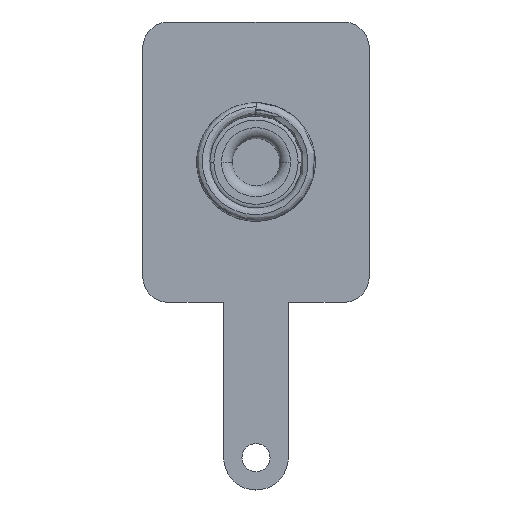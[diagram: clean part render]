
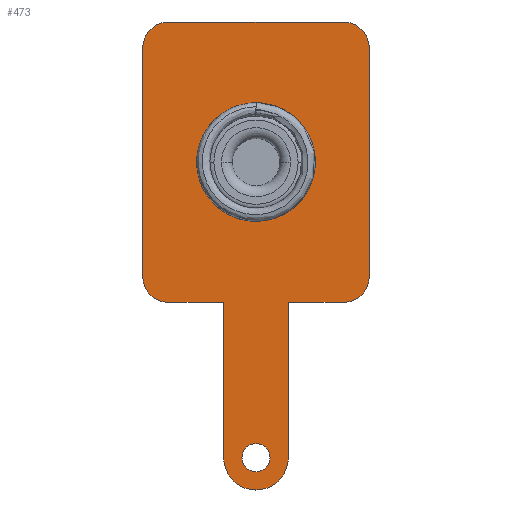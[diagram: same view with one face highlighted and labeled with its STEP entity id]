
A CAD part, top view. The second image highlights one B-rep face of the part: STEP entity #473.
In plain terms, the highlighted planar face has unit normal (0, 0, 1).
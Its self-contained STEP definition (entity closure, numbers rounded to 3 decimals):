
#37 = VERTEX_POINT ( 'NONE', #2004 ) ;
#43 = VERTEX_POINT ( 'NONE', #454 ) ;
#67 = ORIENTED_EDGE ( 'NONE', *, *, #2171, .F. ) ;
#105 = EDGE_CURVE ( 'NONE', #2843, #43, #513, .T. ) ;
#109 = AXIS2_PLACEMENT_3D ( 'NONE', #1379, #2424, #2151 ) ;
#153 = EDGE_CURVE ( 'NONE', #2869, #1329, #1623, .T. ) ;
#157 = VERTEX_POINT ( 'NONE', #476 ) ;
#167 = EDGE_LOOP ( 'NONE', ( #257, #2403, #874, #194, #1291, #891, #1872, #414, #1699, #591, #2726, #3021 ) ) ;
#189 = CARTESIAN_POINT ( 'NONE',  ( -1.5, 1.5, 0.3 ) ) ;
#194 = ORIENTED_EDGE ( 'NONE', *, *, #3288, .T. ) ;
#212 = DIRECTION ( 'NONE',  ( 1., 0., 0. ) ) ;
#223 = CIRCLE ( 'NONE', #3340, 2.445 ) ;
#257 = ORIENTED_EDGE ( 'NONE', *, *, #1883, .T. ) ;
#283 = VERTEX_POINT ( 'NONE', #2597 ) ;
#286 = CARTESIAN_POINT ( 'NONE',  ( 0., 15.2, 0.3 ) ) ;
#323 = DIRECTION ( 'NONE',  ( 0., 1., 0. ) ) ;
#376 = CIRCLE ( 'NONE', #1987, 1.2 ) ;
#414 = ORIENTED_EDGE ( 'NONE', *, *, #2412, .T. ) ;
#436 = CIRCLE ( 'NONE', #1800, 1.5 ) ;
#451 = CARTESIAN_POINT ( 'NONE',  ( 0., 1.5, 0.3 ) ) ;
#454 = CARTESIAN_POINT ( 'NONE',  ( -1.5, 1.5, 0.3 ) ) ;
#473 = ADVANCED_FACE ( 'NONE', ( #594, #2831, #2752 ), #1514, .T. ) ;
#476 = CARTESIAN_POINT ( 'NONE',  ( 4.05, 8.7, 0.3 ) ) ;
#505 = DIRECTION ( 'NONE',  ( -1., 0., 0. ) ) ;
#513 = LINE ( 'NONE', #189, #2539 ) ;
#515 = AXIS2_PLACEMENT_3D ( 'NONE', #286, #2631, #1851 ) ;
#518 = DIRECTION ( 'NONE',  ( 0., -1., 0. ) ) ;
#531 = VERTEX_POINT ( 'NONE', #2048 ) ;
#540 = CARTESIAN_POINT ( 'NONE',  ( 1.5, 1.5, 0.3 ) ) ;
#591 = ORIENTED_EDGE ( 'NONE', *, *, #105, .T. ) ;
#594 = FACE_BOUND ( 'NONE', #1311, .T. ) ;
#639 = VECTOR ( 'NONE', #3310, 1000. ) ;
#667 = EDGE_CURVE ( 'NONE', #43, #2307, #436, .T. ) ;
#669 = AXIS2_PLACEMENT_3D ( 'NONE', #1509, #1544, #3048 ) ;
#699 = EDGE_CURVE ( 'NONE', #157, #2869, #1210, .T. ) ;
#713 = DIRECTION ( 'NONE',  ( 1., 0., 0. ) ) ;
#724 = CARTESIAN_POINT ( 'NONE',  ( 4.05, 9.9, 0.3 ) ) ;
#725 = CARTESIAN_POINT ( 'NONE',  ( 1.5, 8.7, 0.3 ) ) ;
#805 = DIRECTION ( 'NONE',  ( 0., 0., 1. ) ) ;
#857 = AXIS2_PLACEMENT_3D ( 'NONE', #2616, #3100, #1046 ) ;
#860 = LINE ( 'NONE', #540, #2895 ) ;
#874 = ORIENTED_EDGE ( 'NONE', *, *, #153, .T. ) ;
#891 = ORIENTED_EDGE ( 'NONE', *, *, #1472, .T. ) ;
#918 = EDGE_CURVE ( 'NONE', #2307, #1288, #860, .T. ) ;
#954 = ORIENTED_EDGE ( 'NONE', *, *, #3072, .F. ) ;
#956 = CARTESIAN_POINT ( 'NONE',  ( -4.05, 9.9, 0.3 ) ) ;
#1009 = EDGE_CURVE ( 'NONE', #1447, #2843, #2651, .T. ) ;
#1046 = DIRECTION ( 'NONE',  ( 1., 0., 0. ) ) ;
#1084 = CARTESIAN_POINT ( 'NONE',  ( 0., 15.2, 0.3 ) ) ;
#1107 = ORIENTED_EDGE ( 'NONE', *, *, #2298, .F. ) ;
#1111 = CARTESIAN_POINT ( 'NONE',  ( 2.445, 15.2, 0.3 ) ) ;
#1210 = CIRCLE ( 'NONE', #857, 1.2 ) ;
#1235 = AXIS2_PLACEMENT_3D ( 'NONE', #451, #1536, #3343 ) ;
#1288 = VERTEX_POINT ( 'NONE', #3253 ) ;
#1291 = ORIENTED_EDGE ( 'NONE', *, *, #1585, .T. ) ;
#1311 = EDGE_LOOP ( 'NONE', ( #1107, #67 ) ) ;
#1329 = VERTEX_POINT ( 'NONE', #1952 ) ;
#1330 = CARTESIAN_POINT ( 'NONE',  ( 5.25, 9.9, 0.3 ) ) ;
#1379 = CARTESIAN_POINT ( 'NONE',  ( -4.05, 20.5, 0.3 ) ) ;
#1447 = VERTEX_POINT ( 'NONE', #1705 ) ;
#1448 = VERTEX_POINT ( 'NONE', #2254 ) ;
#1472 = EDGE_CURVE ( 'NONE', #1448, #37, #2411, .T. ) ;
#1509 = CARTESIAN_POINT ( 'NONE',  ( 0., 1.5, 0.3 ) ) ;
#1514 = PLANE ( 'NONE',  #1927 ) ;
#1517 = DIRECTION ( 'NONE',  ( 0., -1., 0. ) ) ;
#1536 = DIRECTION ( 'NONE',  ( 0., 0., 1. ) ) ;
#1544 = DIRECTION ( 'NONE',  ( 0., 0., 1. ) ) ;
#1560 = CARTESIAN_POINT ( 'NONE',  ( 4.05, 20.5, 0.3 ) ) ;
#1563 = VECTOR ( 'NONE', #1708, 1000. ) ;
#1585 = EDGE_CURVE ( 'NONE', #283, #1448, #1881, .T. ) ;
#1589 = VERTEX_POINT ( 'NONE', #1111 ) ;
#1623 = LINE ( 'NONE', #1774, #639 ) ;
#1677 = CARTESIAN_POINT ( 'NONE',  ( -5.25, 9.9, 0.3 ) ) ;
#1699 = ORIENTED_EDGE ( 'NONE', *, *, #1009, .T. ) ;
#1705 = CARTESIAN_POINT ( 'NONE',  ( -4.05, 8.7, 0.3 ) ) ;
#1708 = DIRECTION ( 'NONE',  ( -1., 0., 0. ) ) ;
#1711 = EDGE_LOOP ( 'NONE', ( #954, #2239 ) ) ;
#1743 = CARTESIAN_POINT ( 'NONE',  ( -5.25, 20.5, 0.3 ) ) ;
#1758 = DIRECTION ( 'NONE',  ( 1., 0., 0. ) ) ;
#1774 = CARTESIAN_POINT ( 'NONE',  ( 5.25, 20.5, 0.3 ) ) ;
#1800 = AXIS2_PLACEMENT_3D ( 'NONE', #1861, #3124, #2102 ) ;
#1851 = DIRECTION ( 'NONE',  ( 1., 0., 0. ) ) ;
#1861 = CARTESIAN_POINT ( 'NONE',  ( 0., 1.5, 0.3 ) ) ;
#1872 = ORIENTED_EDGE ( 'NONE', *, *, #2618, .T. ) ;
#1881 = LINE ( 'NONE', #2656, #1563 ) ;
#1883 = EDGE_CURVE ( 'NONE', #1288, #157, #3172, .T. ) ;
#1927 = AXIS2_PLACEMENT_3D ( 'NONE', #724, #3344, #713 ) ;
#1952 = CARTESIAN_POINT ( 'NONE',  ( 5.25, 20.5, 0.3 ) ) ;
#1987 = AXIS2_PLACEMENT_3D ( 'NONE', #1560, #805, #505 ) ;
#2004 = CARTESIAN_POINT ( 'NONE',  ( -5.25, 20.5, 0.3 ) ) ;
#2048 = CARTESIAN_POINT ( 'NONE',  ( -0.65, 1.5, 0.3 ) ) ;
#2102 = DIRECTION ( 'NONE',  ( 1., 0., 0. ) ) ;
#2151 = DIRECTION ( 'NONE',  ( 1., 0., 0. ) ) ;
#2171 = EDGE_CURVE ( 'NONE', #3327, #1589, #2378, .T. ) ;
#2208 = LINE ( 'NONE', #1743, #2606 ) ;
#2224 = VERTEX_POINT ( 'NONE', #3101 ) ;
#2239 = ORIENTED_EDGE ( 'NONE', *, *, #2992, .F. ) ;
#2240 = CARTESIAN_POINT ( 'NONE',  ( -4.05, 8.7, 0.3 ) ) ;
#2254 = CARTESIAN_POINT ( 'NONE',  ( -4.05, 21.7, 0.3 ) ) ;
#2298 = EDGE_CURVE ( 'NONE', #1589, #3327, #223, .T. ) ;
#2307 = VERTEX_POINT ( 'NONE', #2868 ) ;
#2331 = CIRCLE ( 'NONE', #669, 0.65 ) ;
#2378 = CIRCLE ( 'NONE', #515, 2.445 ) ;
#2403 = ORIENTED_EDGE ( 'NONE', *, *, #699, .T. ) ;
#2411 = CIRCLE ( 'NONE', #109, 1.2 ) ;
#2412 = EDGE_CURVE ( 'NONE', #2581, #1447, #2892, .T. ) ;
#2424 = DIRECTION ( 'NONE',  ( 0., 0., 1. ) ) ;
#2539 = VECTOR ( 'NONE', #1517, 1000. ) ;
#2561 = VECTOR ( 'NONE', #1758, 1000. ) ;
#2581 = VERTEX_POINT ( 'NONE', #1677 ) ;
#2597 = CARTESIAN_POINT ( 'NONE',  ( 4.05, 21.7, 0.3 ) ) ;
#2606 = VECTOR ( 'NONE', #518, 1000. ) ;
#2610 = VECTOR ( 'NONE', #212, 1000. ) ;
#2616 = CARTESIAN_POINT ( 'NONE',  ( 4.05, 9.9, 0.3 ) ) ;
#2618 = EDGE_CURVE ( 'NONE', #37, #2581, #2208, .T. ) ;
#2629 = CARTESIAN_POINT ( 'NONE',  ( -1.5, 8.7, 0.3 ) ) ;
#2631 = DIRECTION ( 'NONE',  ( 0., 0., 1. ) ) ;
#2651 = LINE ( 'NONE', #2240, #2561 ) ;
#2656 = CARTESIAN_POINT ( 'NONE',  ( -4.05, 21.7, 0.3 ) ) ;
#2726 = ORIENTED_EDGE ( 'NONE', *, *, #667, .T. ) ;
#2752 = FACE_BOUND ( 'NONE', #1711, .T. ) ;
#2781 = DIRECTION ( 'NONE',  ( 0., 0., 1. ) ) ;
#2824 = AXIS2_PLACEMENT_3D ( 'NONE', #956, #2781, #3028 ) ;
#2831 = FACE_OUTER_BOUND ( 'NONE', #167, .T. ) ;
#2843 = VERTEX_POINT ( 'NONE', #2629 ) ;
#2868 = CARTESIAN_POINT ( 'NONE',  ( 1.5, 1.5, 0.3 ) ) ;
#2869 = VERTEX_POINT ( 'NONE', #1330 ) ;
#2877 = CARTESIAN_POINT ( 'NONE',  ( -2.445, 15.2, 0.3 ) ) ;
#2892 = CIRCLE ( 'NONE', #2824, 1.2 ) ;
#2895 = VECTOR ( 'NONE', #323, 1000. ) ;
#2992 = EDGE_CURVE ( 'NONE', #2224, #531, #2331, .T. ) ;
#3021 = ORIENTED_EDGE ( 'NONE', *, *, #918, .T. ) ;
#3028 = DIRECTION ( 'NONE',  ( 1., 0., 0. ) ) ;
#3048 = DIRECTION ( 'NONE',  ( 1., 0., 0. ) ) ;
#3072 = EDGE_CURVE ( 'NONE', #531, #2224, #3127, .T. ) ;
#3100 = DIRECTION ( 'NONE',  ( 0., 0., 1. ) ) ;
#3101 = CARTESIAN_POINT ( 'NONE',  ( 0.65, 1.5, 0.3 ) ) ;
#3124 = DIRECTION ( 'NONE',  ( 0., 0., 1. ) ) ;
#3126 = DIRECTION ( 'NONE',  ( 0., 0., 1. ) ) ;
#3127 = CIRCLE ( 'NONE', #1235, 0.65 ) ;
#3137 = DIRECTION ( 'NONE',  ( 1., 0., 0. ) ) ;
#3172 = LINE ( 'NONE', #725, #2610 ) ;
#3253 = CARTESIAN_POINT ( 'NONE',  ( 1.5, 8.7, 0.3 ) ) ;
#3288 = EDGE_CURVE ( 'NONE', #1329, #283, #376, .T. ) ;
#3310 = DIRECTION ( 'NONE',  ( 0., 1., 0. ) ) ;
#3327 = VERTEX_POINT ( 'NONE', #2877 ) ;
#3340 = AXIS2_PLACEMENT_3D ( 'NONE', #1084, #3126, #3137 ) ;
#3343 = DIRECTION ( 'NONE',  ( 1., 0., 0. ) ) ;
#3344 = DIRECTION ( 'NONE',  ( 0., 0., 1. ) ) ;
